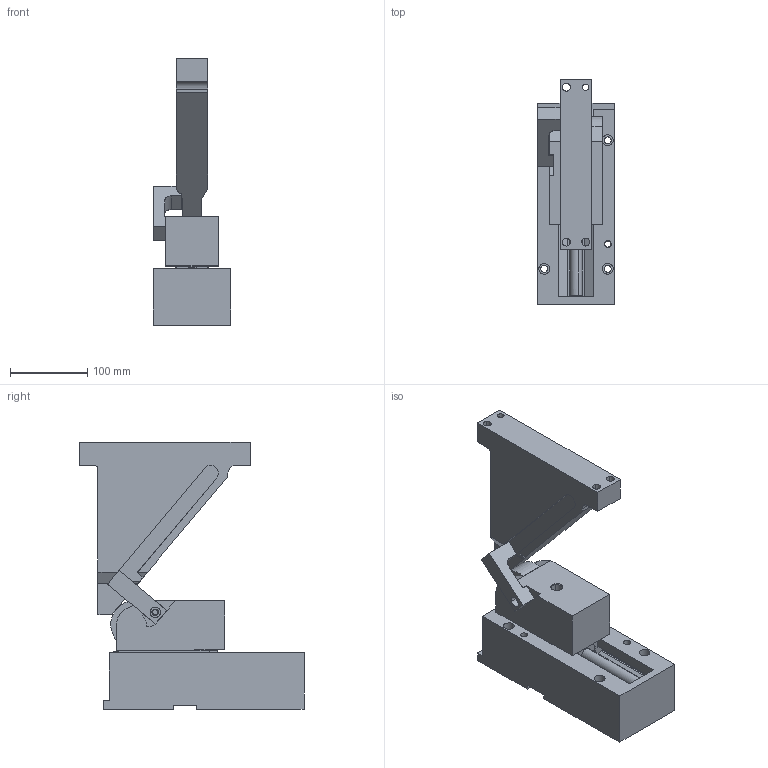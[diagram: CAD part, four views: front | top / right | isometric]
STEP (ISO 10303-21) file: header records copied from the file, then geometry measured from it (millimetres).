
FILE_DESCRIPTION(('CATIA V5 STEP Exchange'),'2;1');
FILE_NAME('CRCS_03000_100_ACCESSORIES.stp','2015-09-08T10:56:51+00:00',('none'),('none'),'CATIA Version 5 Release 20 GA (IN-10)','CATIA V5 STEP AP203','none');
FILE_SCHEMA(('CONFIG_CONTROL_DESIGN'));
Length unit declared in the file: millimetre
Products named in the file (1): CRCS_03000_100_ACCESSORIES
Assembly tree (3 placements, depth 2):
  CRCS_03000_100_ACCESSORIES
    #58
    #5990
    #7077
Bounding box: 100 x 290.06 x 346 mm (x, y, z)
Volume: 3241156.4 mm3; surface area: 336545.1 mm2
Topology: 5 solids, 5 shells, 256 faces, 665 edges, 430 vertices
Faces by surface type: plane 163, cylinder 74, cone 12, torus 7
Entity records: 7645 total; most frequent: CARTESIAN_POINT 1525, ORIENTED_EDGE 1322, DIRECTION 1052, EDGE_CURVE 661, VECTOR 467, LINE 467, VERTEX_POINT 430, AXIS2_PLACEMENT_3D 376
